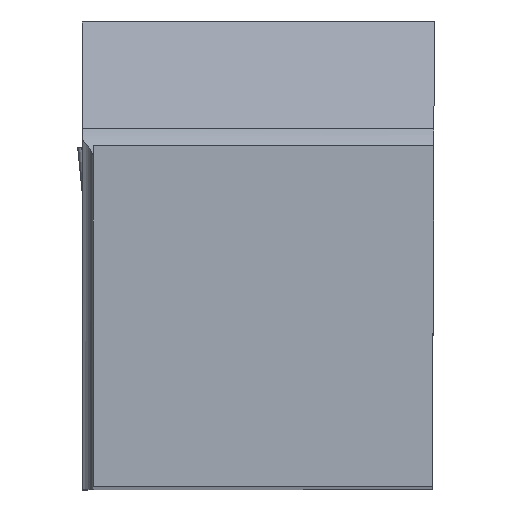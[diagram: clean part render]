
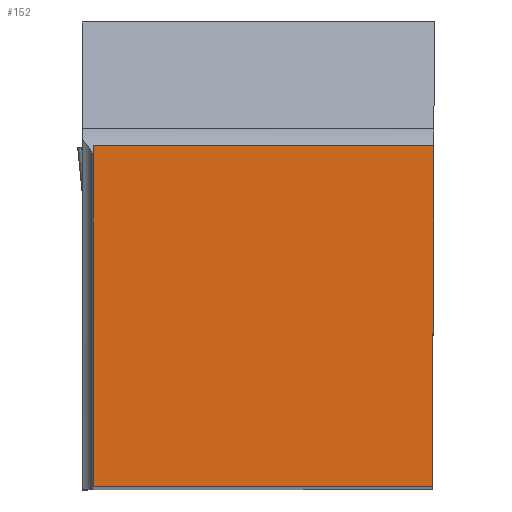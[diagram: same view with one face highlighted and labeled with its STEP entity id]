
A CAD part, top view. The second image highlights one B-rep face of the part: STEP entity #152.
In plain terms, the highlighted planar face has unit normal (0, 0, 1).
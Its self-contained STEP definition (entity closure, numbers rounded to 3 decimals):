
#152=ADVANCED_FACE('CU_BACK_SU1',(#261),#210,.F.);
#210=PLANE('',#1370);
#261=FACE_OUTER_BOUND('',#322,.T.);
#322=EDGE_LOOP('',(#498,#499,#500,#501));
#498=ORIENTED_EDGE('',*,*,#876,.T.);
#499=ORIENTED_EDGE('',*,*,#889,.T.);
#500=ORIENTED_EDGE('',*,*,#892,.T.);
#501=ORIENTED_EDGE('',*,*,#911,.F.);
#758=VERTEX_POINT('',#1843);
#759=VERTEX_POINT('',#1845);
#767=VERTEX_POINT('',#1866);
#769=VERTEX_POINT('',#1872);
#876=EDGE_CURVE('',#759,#758,#1042,.T.);
#889=EDGE_CURVE('',#758,#767,#1051,.T.);
#892=EDGE_CURVE('',#767,#769,#1054,.T.);
#911=EDGE_CURVE('',#759,#769,#1070,.T.);
#1042=LINE('',#1844,#1181);
#1051=LINE('',#1867,#1190);
#1054=LINE('',#1873,#1193);
#1070=LINE('',#1920,#1209);
#1181=VECTOR('',#1495,1.);
#1190=VECTOR('',#1514,1.);
#1193=VECTOR('',#1519,1.);
#1209=VECTOR('',#1563,1.);
#1370=AXIS2_PLACEMENT_3D('',#1921,#1564,#1565);
#1495=DIRECTION('',(1.,0.,0.));
#1514=DIRECTION('',(0.004,1.,0.));
#1519=DIRECTION('',(-1.,0.,0.));
#1563=DIRECTION('',(0.,1.,0.));
#1564=DIRECTION('',(0.,0.,-1.));
#1565=DIRECTION('',(0.,-1.,0.));
#1843=CARTESIAN_POINT('',(-0.109,0.,0.));
#1844=CARTESIAN_POINT('',(23.244,0.,0.));
#1845=CARTESIAN_POINT('',(-24.875,0.,0.));
#1866=CARTESIAN_POINT('',(0.,24.875,0.));
#1867=CARTESIAN_POINT('',(0.088,44.976,0.));
#1872=CARTESIAN_POINT('',(-24.875,24.875,0.));
#1873=CARTESIAN_POINT('',(23.244,24.875,0.));
#1920=CARTESIAN_POINT('',(-24.875,44.875,0.));
#1921=CARTESIAN_POINT('',(23.244,44.875,0.));
